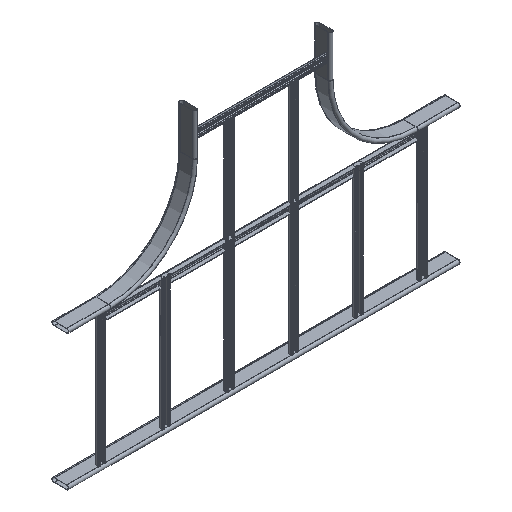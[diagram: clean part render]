
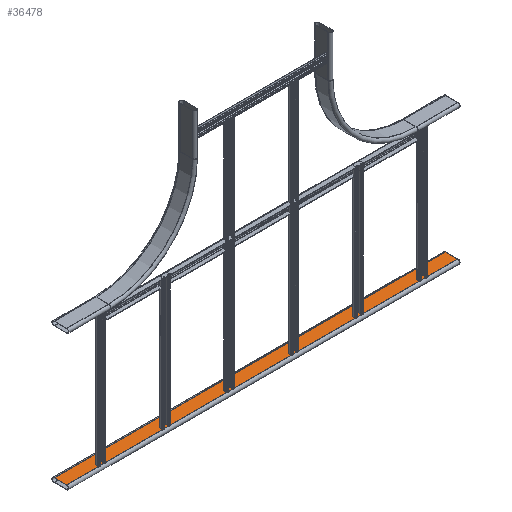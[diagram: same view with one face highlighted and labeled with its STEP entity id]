
A CAD part, isometric view. The second image highlights one B-rep face of the part: STEP entity #36478.
In plain terms, the highlighted planar face has unit normal (0, 0, 1).
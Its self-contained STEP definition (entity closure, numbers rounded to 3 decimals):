
#569 = CARTESIAN_POINT ( 'NONE',  ( 700., 22.5, 7.5 ) ) ;
#1463 = VECTOR ( 'NONE', #42006, 1000. ) ;
#1624 = EDGE_LOOP ( 'NONE', ( #18639, #11320, #4262, #17802 ) ) ;
#2630 = VECTOR ( 'NONE', #3236, 1000. ) ;
#3236 = DIRECTION ( 'NONE',  ( -1., 0., 0. ) ) ;
#4262 = ORIENTED_EDGE ( 'NONE', *, *, #32095, .T. ) ;
#5213 = CARTESIAN_POINT ( 'NONE',  ( -700., -22.5, 7.5 ) ) ;
#5543 = DIRECTION ( 'NONE',  ( 0., 0., 1. ) ) ;
#6223 = CARTESIAN_POINT ( 'NONE',  ( -700., 22.5, 7.5 ) ) ;
#6648 = FACE_OUTER_BOUND ( 'NONE', #1624, .T. ) ;
#8674 = VERTEX_POINT ( 'NONE', #31954 ) ;
#8790 = DIRECTION ( 'NONE',  ( 0., 1., 0. ) ) ;
#11302 = EDGE_CURVE ( 'NONE', #8674, #30245, #18624, .T. ) ;
#11320 = ORIENTED_EDGE ( 'NONE', *, *, #16573, .F. ) ;
#11672 = LINE ( 'NONE', #16701, #2630 ) ;
#14415 = VERTEX_POINT ( 'NONE', #18218 ) ;
#15863 = EDGE_CURVE ( 'NONE', #39990, #30245, #31264, .T. ) ;
#16573 = EDGE_CURVE ( 'NONE', #14415, #39990, #11672, .T. ) ;
#16701 = CARTESIAN_POINT ( 'NONE',  ( 700., -22.5, 7.5 ) ) ;
#17802 = ORIENTED_EDGE ( 'NONE', *, *, #11302, .T. ) ;
#18218 = CARTESIAN_POINT ( 'NONE',  ( 700., -22.5, 7.5 ) ) ;
#18624 = LINE ( 'NONE', #569, #26542 ) ;
#18639 = ORIENTED_EDGE ( 'NONE', *, *, #15863, .F. ) ;
#19192 = PLANE ( 'NONE',  #27681 ) ;
#22147 = CARTESIAN_POINT ( 'NONE',  ( -700., -22.5, 7.5 ) ) ;
#26542 = VECTOR ( 'NONE', #27843, 1000. ) ;
#27681 = AXIS2_PLACEMENT_3D ( 'NONE', #35814, #5543, #42474 ) ;
#27843 = DIRECTION ( 'NONE',  ( -1., 0., 0. ) ) ;
#30245 = VERTEX_POINT ( 'NONE', #6223 ) ;
#31264 = LINE ( 'NONE', #5213, #32271 ) ;
#31954 = CARTESIAN_POINT ( 'NONE',  ( 700., 22.5, 7.5 ) ) ;
#32095 = EDGE_CURVE ( 'NONE', #14415, #8674, #38294, .T. ) ;
#32271 = VECTOR ( 'NONE', #8790, 1000. ) ;
#35814 = CARTESIAN_POINT ( 'NONE',  ( 700., -22.5, 7.5 ) ) ;
#36478 = ADVANCED_FACE ( 'NONE', ( #6648 ), #19192, .T. ) ;
#38294 = LINE ( 'NONE', #38646, #1463 ) ;
#38646 = CARTESIAN_POINT ( 'NONE',  ( 700., -22.5, 7.5 ) ) ;
#39990 = VERTEX_POINT ( 'NONE', #22147 ) ;
#42006 = DIRECTION ( 'NONE',  ( 0., 1., 0. ) ) ;
#42474 = DIRECTION ( 'NONE',  ( 0., 1., 0. ) ) ;
